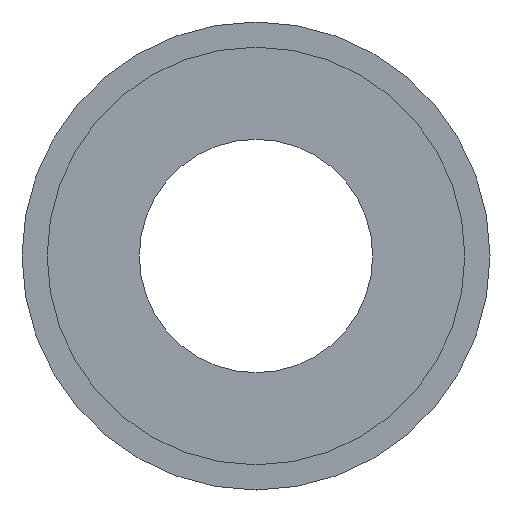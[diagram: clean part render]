
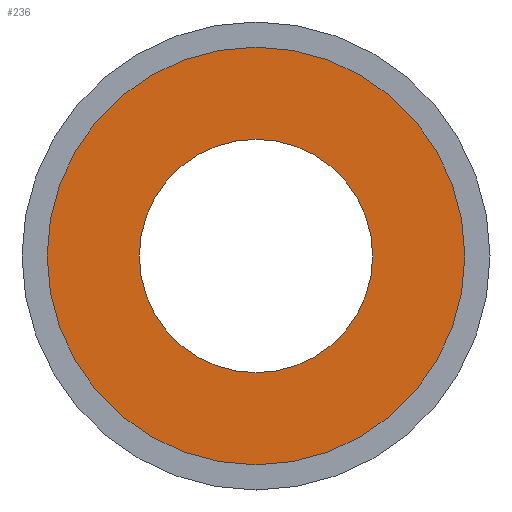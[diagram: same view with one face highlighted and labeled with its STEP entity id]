
A CAD part, front view. The second image highlights one B-rep face of the part: STEP entity #236.
In plain terms, the highlighted planar face has unit normal (0, -1, 0).
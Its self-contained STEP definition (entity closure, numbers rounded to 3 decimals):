
#1 = FACE_BOUND ( 'NONE', #351, .T. ) ;
#2 = DIRECTION ( 'NONE',  ( -1., 0., 0. ) ) ;
#7 = AXIS2_PLACEMENT_3D ( 'NONE', #342, #563, #84 ) ;
#46 = PLANE ( 'NONE',  #186 ) ;
#60 = ORIENTED_EDGE ( 'NONE', *, *, #378, .T. ) ;
#67 = VERTEX_POINT ( 'NONE', #171 ) ;
#84 = DIRECTION ( 'NONE',  ( -1., 0., 0. ) ) ;
#90 = ORIENTED_EDGE ( 'NONE', *, *, #341, .F. ) ;
#92 = DIRECTION ( 'NONE',  ( -1., 0., 0. ) ) ;
#102 = AXIS2_PLACEMENT_3D ( 'NONE', #573, #553, #568 ) ;
#112 = EDGE_CURVE ( 'NONE', #67, #233, #132, .T. ) ;
#126 = CARTESIAN_POINT ( 'NONE',  ( 9.5, 6.5, 0. ) ) ;
#129 = CIRCLE ( 'NONE', #401, 9.5 ) ;
#132 = CIRCLE ( 'NONE', #270, 17.6 ) ;
#137 = FACE_OUTER_BOUND ( 'NONE', #556, .T. ) ;
#143 = DIRECTION ( 'NONE',  ( 0., 1., 0. ) ) ;
#171 = CARTESIAN_POINT ( 'NONE',  ( -17.6, 6.5, 0. ) ) ;
#186 = AXIS2_PLACEMENT_3D ( 'NONE', #126, #143, #2 ) ;
#221 = VERTEX_POINT ( 'NONE', #386 ) ;
#225 = CARTESIAN_POINT ( 'NONE',  ( 17.6, 6.5, 0. ) ) ;
#229 = CIRCLE ( 'NONE', #102, 17.6 ) ;
#233 = VERTEX_POINT ( 'NONE', #225 ) ;
#236 = ADVANCED_FACE ( 'NONE', ( #137, #1 ), #46, .F. ) ;
#250 = EDGE_CURVE ( 'NONE', #221, #299, #129, .T. ) ;
#268 = ORIENTED_EDGE ( 'NONE', *, *, #112, .F. ) ;
#270 = AXIS2_PLACEMENT_3D ( 'NONE', #479, #589, #92 ) ;
#299 = VERTEX_POINT ( 'NONE', #327 ) ;
#327 = CARTESIAN_POINT ( 'NONE',  ( -9.5, 6.5, 0. ) ) ;
#333 = DIRECTION ( 'NONE',  ( 0., 1., 0. ) ) ;
#341 = EDGE_CURVE ( 'NONE', #233, #67, #229, .T. ) ;
#342 = CARTESIAN_POINT ( 'NONE',  ( 0., 6.5, 0. ) ) ;
#351 = EDGE_LOOP ( 'NONE', ( #60, #470 ) ) ;
#360 = CARTESIAN_POINT ( 'NONE',  ( 0., 6.5, 0. ) ) ;
#367 = DIRECTION ( 'NONE',  ( -1., 0., 0. ) ) ;
#378 = EDGE_CURVE ( 'NONE', #299, #221, #526, .T. ) ;
#386 = CARTESIAN_POINT ( 'NONE',  ( 9.5, 6.5, 0. ) ) ;
#401 = AXIS2_PLACEMENT_3D ( 'NONE', #360, #333, #367 ) ;
#470 = ORIENTED_EDGE ( 'NONE', *, *, #250, .T. ) ;
#479 = CARTESIAN_POINT ( 'NONE',  ( 0., 6.5, 0. ) ) ;
#526 = CIRCLE ( 'NONE', #7, 9.5 ) ;
#553 = DIRECTION ( 'NONE',  ( 0., 1., 0. ) ) ;
#556 = EDGE_LOOP ( 'NONE', ( #268, #90 ) ) ;
#563 = DIRECTION ( 'NONE',  ( 0., 1., 0. ) ) ;
#568 = DIRECTION ( 'NONE',  ( -1., 0., 0. ) ) ;
#573 = CARTESIAN_POINT ( 'NONE',  ( 0., 6.5, 0. ) ) ;
#589 = DIRECTION ( 'NONE',  ( 0., 1., 0. ) ) ;
